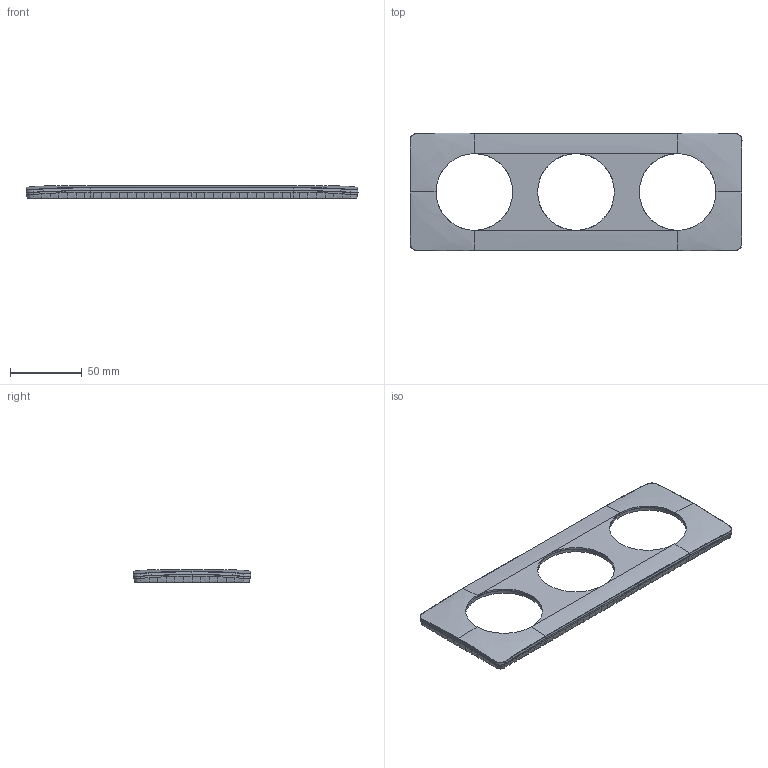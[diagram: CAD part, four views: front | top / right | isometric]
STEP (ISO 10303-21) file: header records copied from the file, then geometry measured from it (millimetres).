
FILE_DESCRIPTION(('CATIA V5 STEP Exchange','CAx-IF Rec.Pracs.--- Model Styling and Organization---1.5--- 2016-08-15','CAx-IF Rec.Pracs.---Supplemental Geometry---1.0---2011-11-01','CAx-IF Rec.Pracs.--- Composite Materials ---1.1---2010-07-15'),'2;1');
FILE_NAME('ED08979 peau.stp','2023-06-16T08:41:23+00:00',('none'),('none'),'CATIA Version 5-6 Release 2020 SP3','CATIA V5 STEP AP214 v2','none');
FILE_SCHEMA(('AUTOMOTIVE_DESIGN { 1 0 10303 214 1 1 1 1 }'));
Products named in the file (1): ED08979 peau
Bounding box: 232 x 82 x 8.7 mm (x, y, z)
Volume: 40404.7 mm3; surface area: 34212.5 mm2
Topology: 1 solids, 1 shells, 363 faces, 904 edges, 551 vertices
Faces by surface type: bspline 274, plane 54, extrusion 13, cone 12, cylinder 10
Entity records: 38129 total; most frequent: CARTESIAN_POINT 32066, ORIENTED_EDGE 1808, EDGE_CURVE 904, B_SPLINE_CURVE_WITH_KNOTS 792, VERTEX_POINT 551, EDGE_LOOP 377, ADVANCED_FACE 363, FACE_OUTER_BOUND 363
